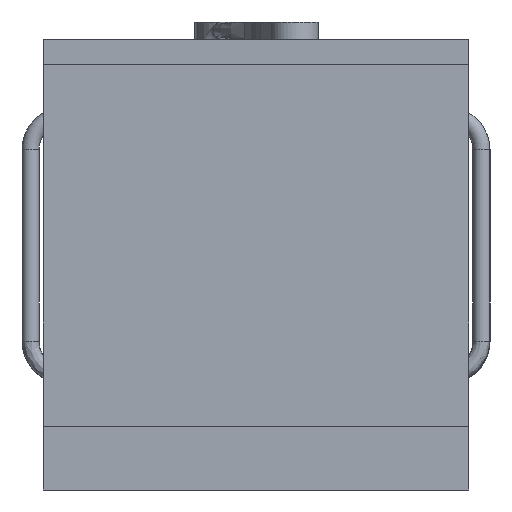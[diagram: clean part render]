
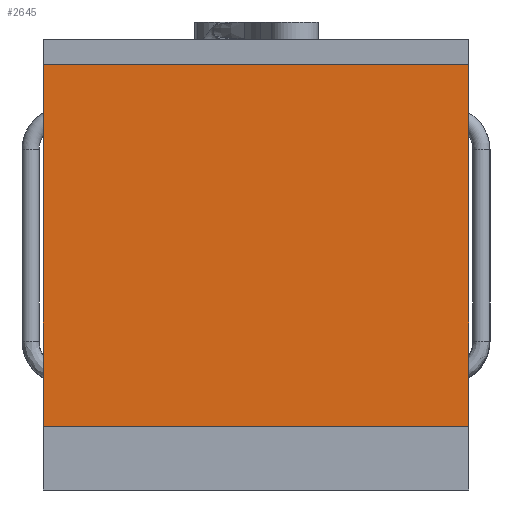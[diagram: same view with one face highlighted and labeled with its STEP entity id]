
A CAD part, left-side view. The second image highlights one B-rep face of the part: STEP entity #2645.
In plain terms, the highlighted planar face has unit normal (-1, 0, 0).
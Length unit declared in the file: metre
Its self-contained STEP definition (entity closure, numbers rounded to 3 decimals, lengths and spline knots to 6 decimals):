
#486=ORIENTED_EDGE('',*,*,#1087,.T.);
#487=ORIENTED_EDGE('',*,*,#1072,.F.);
#488=ORIENTED_EDGE('',*,*,#1094,.F.);
#489=ORIENTED_EDGE('',*,*,#1084,.T.);
#1072=EDGE_CURVE('',#1378,#1379,#1636,.T.);
#1084=EDGE_CURVE('',#1391,#1390,#1648,.T.);
#1087=EDGE_CURVE('',#1390,#1379,#1651,.T.);
#1094=EDGE_CURVE('',#1391,#1378,#1658,.T.);
#1378=VERTEX_POINT('',#5520);
#1379=VERTEX_POINT('',#5522);
#1390=VERTEX_POINT('',#5545);
#1391=VERTEX_POINT('',#5547);
#1636=LINE('',#5521,#1726);
#1648=LINE('',#5546,#1738);
#1651=LINE('',#5551,#1741);
#1658=LINE('',#5565,#1748);
#1726=VECTOR('',#4668,1.);
#1738=VECTOR('',#4682,1.);
#1741=VECTOR('',#4687,1.);
#1748=VECTOR('',#4700,1.);
#1811=EDGE_LOOP('',(#486,#487,#488,#489));
#2211=FACE_BOUND('',#1811,.T.);
#2611=PLANE('',#4283);
#2645=ADVANCED_FACE('',(#2211),#2611,.F.);
#4283=AXIS2_PLACEMENT_3D('',#5564,#4698,#4699);
#4668=DIRECTION('',(0.,0.,-1.));
#4682=DIRECTION('',(0.,0.,-1.));
#4687=DIRECTION('',(0.,-1.,0.));
#4698=DIRECTION('',(1.,0.,0.));
#4699=DIRECTION('',(0.,0.,-1.));
#4700=DIRECTION('',(0.,-1.,0.));
#5520=CARTESIAN_POINT('',(-0.0005,-0.00025,0.000425));
#5521=CARTESIAN_POINT('',(-0.0005,-0.00025,0.00035));
#5522=CARTESIAN_POINT('',(-0.0005,-0.00025,0.));
#5545=CARTESIAN_POINT('',(-0.0005,0.00025,0.));
#5546=CARTESIAN_POINT('',(-0.0005,0.00025,0.00035));
#5547=CARTESIAN_POINT('',(-0.0005,0.00025,0.000425));
#5551=CARTESIAN_POINT('',(-0.0005,0.00025,0.));
#5564=CARTESIAN_POINT('',(-0.0005,0.00025,0.00035));
#5565=CARTESIAN_POINT('',(-0.0005,0.00025,0.000425));
